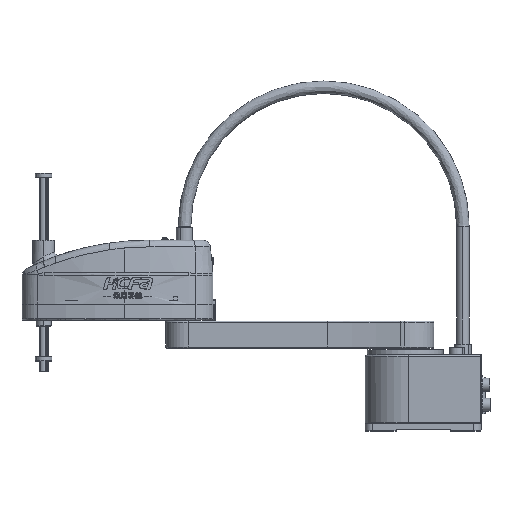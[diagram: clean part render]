
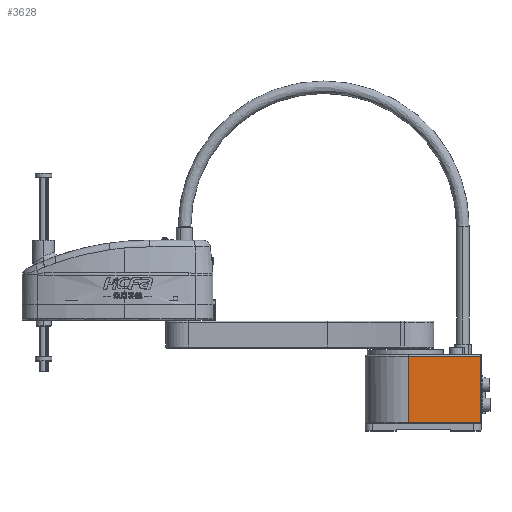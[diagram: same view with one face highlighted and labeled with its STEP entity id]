
A CAD part, top view. The second image highlights one B-rep face of the part: STEP entity #3628.
In plain terms, the highlighted face is planar.
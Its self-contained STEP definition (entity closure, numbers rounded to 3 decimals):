
#1018 = EDGE_LOOP ( 'NONE', ( #5264, #3778, #38224, #18239 ) ) ;
#2077 = DIRECTION ( 'NONE',  ( 0., 0., 1. ) ) ;
#3628 = ADVANCED_FACE ( 'NONE', ( #11830 ), #23785, .F. ) ;
#3778 = ORIENTED_EDGE ( 'NONE', *, *, #31035, .F. ) ;
#5264 = ORIENTED_EDGE ( 'NONE', *, *, #62535, .F. ) ;
#6367 = VERTEX_POINT ( 'NONE', #71887 ) ;
#11830 = FACE_OUTER_BOUND ( 'NONE', #1018, .T. ) ;
#12753 = VECTOR ( 'NONE', #15503, 1000. ) ;
#15174 = CARTESIAN_POINT ( 'NONE',  ( 120., 195., -320. ) ) ;
#15503 = DIRECTION ( 'NONE',  ( 0., 1., 0. ) ) ;
#15752 = VERTEX_POINT ( 'NONE', #66117 ) ;
#16715 = DIRECTION ( 'NONE',  ( 0., 0., 1. ) ) ;
#18239 = ORIENTED_EDGE ( 'NONE', *, *, #31220, .F. ) ;
#18883 = CARTESIAN_POINT ( 'NONE',  ( 120., 200., -320. ) ) ;
#22257 = VECTOR ( 'NONE', #58132, 1000. ) ;
#23059 = DIRECTION ( 'NONE',  ( -1., 0., 0. ) ) ;
#23785 = PLANE ( 'NONE',  #72989 ) ;
#24503 = LINE ( 'NONE', #18883, #22257 ) ;
#24537 = CARTESIAN_POINT ( 'NONE',  ( 120., 12., -320. ) ) ;
#31035 = EDGE_CURVE ( 'NONE', #15752, #6367, #24503, .T. ) ;
#31220 = EDGE_CURVE ( 'NONE', #53788, #44899, #50639, .T. ) ;
#34760 = VECTOR ( 'NONE', #2077, 1000. ) ;
#37980 = DIRECTION ( 'NONE',  ( 0., 0., -1. ) ) ;
#38224 = ORIENTED_EDGE ( 'NONE', *, *, #60890, .F. ) ;
#39903 = CARTESIAN_POINT ( 'NONE',  ( 120., 200., -320. ) ) ;
#44899 = VERTEX_POINT ( 'NONE', #70488 ) ;
#50639 = LINE ( 'NONE', #56613, #12753 ) ;
#50699 = CARTESIAN_POINT ( 'NONE',  ( 120., 12., -120. ) ) ;
#53319 = LINE ( 'NONE', #24537, #34760 ) ;
#53788 = VERTEX_POINT ( 'NONE', #50699 ) ;
#54439 = LINE ( 'NONE', #15174, #65684 ) ;
#56613 = CARTESIAN_POINT ( 'NONE',  ( 120., 200., -120. ) ) ;
#58132 = DIRECTION ( 'NONE',  ( 0., -1., 0. ) ) ;
#60890 = EDGE_CURVE ( 'NONE', #44899, #15752, #54439, .T. ) ;
#62535 = EDGE_CURVE ( 'NONE', #6367, #53788, #53319, .T. ) ;
#65684 = VECTOR ( 'NONE', #37980, 1000. ) ;
#66117 = CARTESIAN_POINT ( 'NONE',  ( 120., 195., -320. ) ) ;
#70488 = CARTESIAN_POINT ( 'NONE',  ( 120., 195., -120. ) ) ;
#71887 = CARTESIAN_POINT ( 'NONE',  ( 120., 12., -320. ) ) ;
#72989 = AXIS2_PLACEMENT_3D ( 'NONE', #39903, #23059, #16715 ) ;
